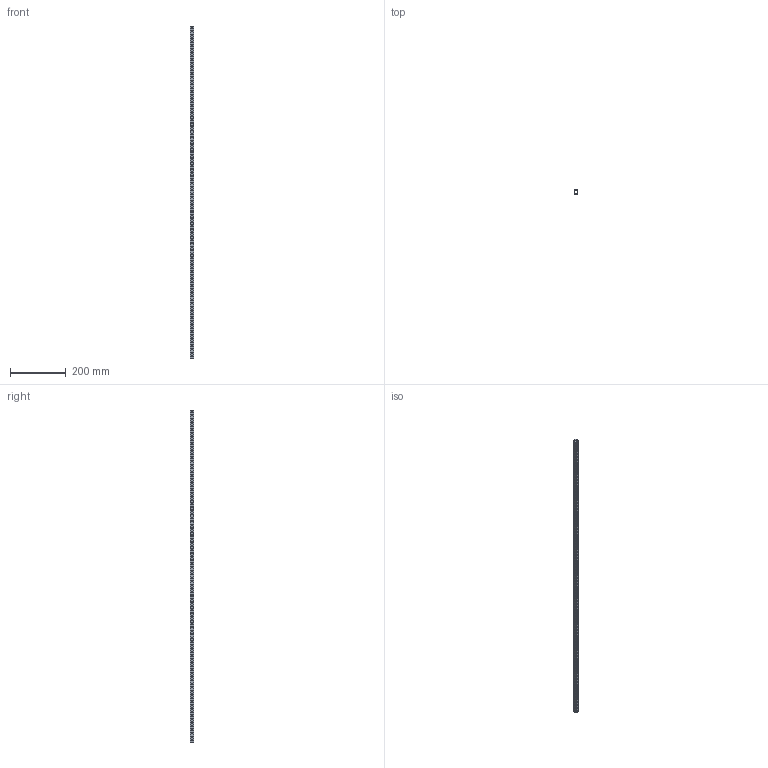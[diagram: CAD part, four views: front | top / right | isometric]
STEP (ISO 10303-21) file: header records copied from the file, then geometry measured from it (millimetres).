
FILE_DESCRIPTION (( 'STEP AP203' ), '1' );
FILE_NAME ('REV-21-3289.STEP', '2023-09-25T18:05:30', ( '' ), ( '' ), 'SwSTEP 2.0', 'SolidWorks 2022', '' );
FILE_SCHEMA (( 'CONFIG_CONTROL_DESIGN' ));
Length unit declared in the file: inch
Products named in the file (1): REV-21-3289
Bounding box: 12.7 x 12.7 x 1193.8 mm (x, y, z)
Volume: 70081 mm3; surface area: 101107.1 mm2
Topology: 1 solids, 1 shells, 762 faces, 2280 edges, 1520 vertices
Faces by surface type: cylinder 752, plane 10
Entity records: 28195 total; most frequent: DIRECTION 5310, CARTESIAN_POINT 4563, ORIENTED_EDGE 4560, EDGE_CURVE 2280, AXIS2_PLACEMENT_3D 2267, VERTEX_POINT 1520, EDGE_LOOP 1516, CIRCLE 1504
